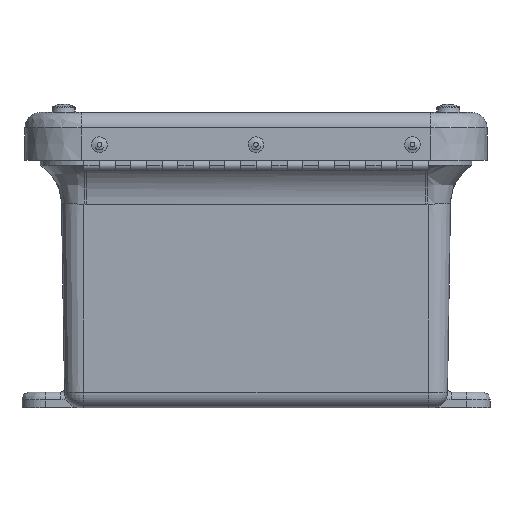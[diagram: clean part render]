
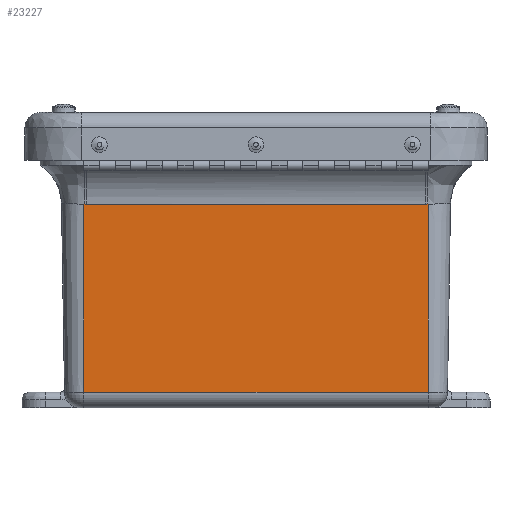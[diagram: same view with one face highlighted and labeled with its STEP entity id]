
A CAD part, left-side view. The second image highlights one B-rep face of the part: STEP entity #23227.
In plain terms, the highlighted planar face has unit normal (-1, 0, -0.016).
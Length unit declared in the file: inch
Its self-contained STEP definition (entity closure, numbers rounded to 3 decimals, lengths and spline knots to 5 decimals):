
#22 = EDGE_CURVE ( 'NONE', #23304, #30761, #11793, .T. ) ;
#92 = VECTOR ( 'NONE', #1323, 39.37008 ) ;
#982 = CARTESIAN_POINT ( 'NONE',  ( -2.11742, -2.74735, -0.00196 ) ) ;
#1323 = DIRECTION ( 'NONE',  ( -0.016, 0., 1. ) ) ;
#1636 = VERTEX_POINT ( 'NONE', #26427 ) ;
#1778 = CARTESIAN_POINT ( 'NONE',  ( -2.09733, 2.73404, -1.25189 ) ) ;
#3726 = DIRECTION ( 'NONE',  ( -1., 0., -0.016 ) ) ;
#5333 = VERTEX_POINT ( 'NONE', #23859 ) ;
#5910 = DIRECTION ( 'NONE',  ( 0.016, 0., -1. ) ) ;
#6234 = VERTEX_POINT ( 'NONE', #21612 ) ;
#6490 = CARTESIAN_POINT ( 'NONE',  ( -2.09733, 2.74735, -1.25204 ) ) ;
#7063 = CARTESIAN_POINT ( 'NONE',  ( -2.09733, 2.72073, -1.25204 ) ) ;
#8132 = CARTESIAN_POINT ( 'NONE',  ( -2.09733, -2.73403, -1.25189 ) ) ;
#9504 = EDGE_CURVE ( 'NONE', #30761, #6234, #14187, .T. ) ;
#9653 = CARTESIAN_POINT ( 'NONE',  ( -2.09734, 2.74735, -1.2516 ) ) ;
#11122 = B_SPLINE_CURVE_WITH_KNOTS ( 'NONE', 3,
 ( #28056, #22907, #8132, #30479 ),
 .UNSPECIFIED., .F., .F.,
 ( 4, 4 ),
 ( 0., 1. ),
 .UNSPECIFIED. ) ;
#11793 = LINE ( 'NONE', #18364, #15294 ) ;
#12307 = LINE ( 'NONE', #6490, #15796 ) ;
#13398 = ORIENTED_EDGE ( 'NONE', *, *, #32273, .F. ) ;
#13570 = CARTESIAN_POINT ( 'NONE',  ( -2.04909, -2.74735, -4.25402 ) ) ;
#14187 = LINE ( 'NONE', #23926, #27983 ) ;
#14318 = CARTESIAN_POINT ( 'NONE',  ( -2.09733, 2.70741, -1.25204 ) ) ;
#15294 = VECTOR ( 'NONE', #21018, 39.37008 ) ;
#15698 = CARTESIAN_POINT ( 'NONE',  ( -2.09734, -2.74735, -1.2516 ) ) ;
#15796 = VECTOR ( 'NONE', #19950, 39.37008 ) ;
#17478 = CARTESIAN_POINT ( 'NONE',  ( -2.04909, 2.74735, -4.25402 ) ) ;
#18364 = CARTESIAN_POINT ( 'NONE',  ( -2.04909, 0., -4.25402 ) ) ;
#18500 = PLANE ( 'NONE',  #18674 ) ;
#18674 = AXIS2_PLACEMENT_3D ( 'NONE', #23466, #3726, #5910 ) ;
#19950 = DIRECTION ( 'NONE',  ( 0., 1., 0. ) ) ;
#20711 = ORIENTED_EDGE ( 'NONE', *, *, #22, .F. ) ;
#21018 = DIRECTION ( 'NONE',  ( 0., 1., 0. ) ) ;
#21612 = CARTESIAN_POINT ( 'NONE',  ( -2.09734, 2.74735, -1.2516 ) ) ;
#21870 = EDGE_CURVE ( 'NONE', #1636, #5333, #12307, .T. ) ;
#22907 = CARTESIAN_POINT ( 'NONE',  ( -2.09733, -2.72072, -1.25204 ) ) ;
#23227 = ADVANCED_FACE ( 'NONE', ( #30334 ), #18500, .T. ) ;
#23275 = EDGE_CURVE ( 'NONE', #23304, #23812, #30701, .T. ) ;
#23304 = VERTEX_POINT ( 'NONE', #13570 ) ;
#23466 = CARTESIAN_POINT ( 'NONE',  ( -2.11742, 2.74735, -0.00196 ) ) ;
#23812 = VERTEX_POINT ( 'NONE', #15698 ) ;
#23859 = CARTESIAN_POINT ( 'NONE',  ( -2.09733, 2.70741, -1.25204 ) ) ;
#23926 = CARTESIAN_POINT ( 'NONE',  ( -2.04514, 2.74735, -4.5 ) ) ;
#24696 = ORIENTED_EDGE ( 'NONE', *, *, #23275, .T. ) ;
#25782 = EDGE_LOOP ( 'NONE', ( #20711, #24696, #13398, #26255, #28603, #32291 ) ) ;
#26255 = ORIENTED_EDGE ( 'NONE', *, *, #21870, .T. ) ;
#26427 = CARTESIAN_POINT ( 'NONE',  ( -2.09733, -2.70741, -1.25204 ) ) ;
#27983 = VECTOR ( 'NONE', #28860, 39.37008 ) ;
#28056 = CARTESIAN_POINT ( 'NONE',  ( -2.09733, -2.70741, -1.25204 ) ) ;
#28507 = EDGE_CURVE ( 'NONE', #6234, #5333, #30859, .T. ) ;
#28603 = ORIENTED_EDGE ( 'NONE', *, *, #28507, .F. ) ;
#28860 = DIRECTION ( 'NONE',  ( -0.016, 0., 1. ) ) ;
#30334 = FACE_OUTER_BOUND ( 'NONE', #25782, .T. ) ;
#30479 = CARTESIAN_POINT ( 'NONE',  ( -2.09734, -2.74735, -1.2516 ) ) ;
#30701 = LINE ( 'NONE', #982, #92 ) ;
#30761 = VERTEX_POINT ( 'NONE', #17478 ) ;
#30859 = B_SPLINE_CURVE_WITH_KNOTS ( 'NONE', 3,
 ( #9653, #1778, #7063, #14318 ),
 .UNSPECIFIED., .F., .F.,
 ( 4, 4 ),
 ( 0., 1. ),
 .UNSPECIFIED. ) ;
#32273 = EDGE_CURVE ( 'NONE', #1636, #23812, #11122, .T. ) ;
#32291 = ORIENTED_EDGE ( 'NONE', *, *, #9504, .F. ) ;
